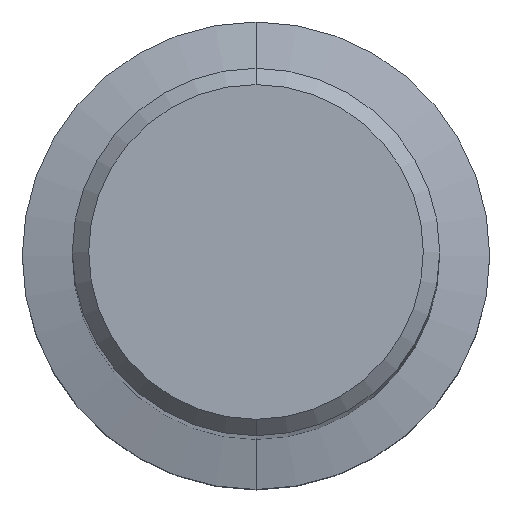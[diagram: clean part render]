
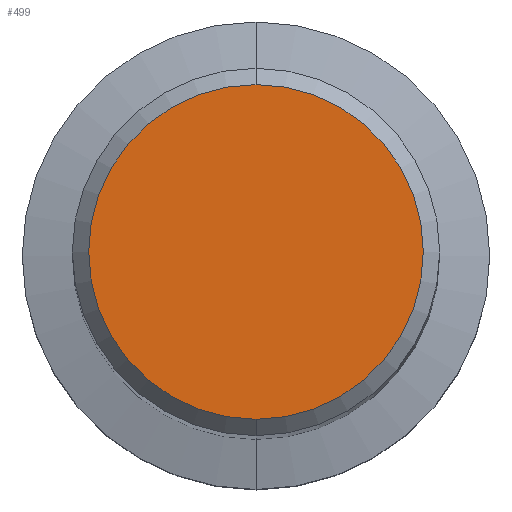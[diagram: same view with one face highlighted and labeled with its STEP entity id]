
A CAD part, top view. The second image highlights one B-rep face of the part: STEP entity #499.
In plain terms, the highlighted planar face has unit normal (0, 0, 1).
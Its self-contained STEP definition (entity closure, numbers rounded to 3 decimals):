
#245=VERTEX_POINT('',#607);
#357=VERTEX_POINT('',#733);
#419=EDGE_CURVE('',#245,#357,#798,.T.);
#467=EDGE_CURVE('',#357,#245,#851,.T.);
#499=ADVANCED_FACE('',(#887),#888,.T.);
#607=CARTESIAN_POINT('',(0.,-8.2,0.0));
#733=CARTESIAN_POINT('',(0.0,8.2,0.0));
#798=CIRCLE('',#1415,8.2);
#851=CIRCLE('',#1517,8.2);
#887=FACE_OUTER_BOUND('',#1591,.T.);
#888=PLANE('',#1592);
#1415=AXIS2_PLACEMENT_3D('',#1996,#1997,#1998);
#1517=AXIS2_PLACEMENT_3D('',#2066,#2067,#2068);
#1591=EDGE_LOOP('',(#2102,#2103));
#1592=AXIS2_PLACEMENT_3D('',#2104,#2105,#2106);
#1996=CARTESIAN_POINT('',(0.0,0.0,0.0));
#1997=DIRECTION('',(0.0,0.0,-1.0));
#1998=DIRECTION('',(0.0,1.0,0.0));
#2066=CARTESIAN_POINT('',(0.0,0.0,0.0));
#2067=DIRECTION('',(0.0,0.0,-1.0));
#2068=DIRECTION('',(0.0,1.0,0.0));
#2102=ORIENTED_EDGE('',*,*,#467,.F.);
#2103=ORIENTED_EDGE('',*,*,#419,.F.);
#2104=CARTESIAN_POINT('',(0.0,4.1,0.0));
#2105=DIRECTION('',(-0.0,0.0,1.0));
#2106=DIRECTION('',(0.0,-1.0,0.0));
